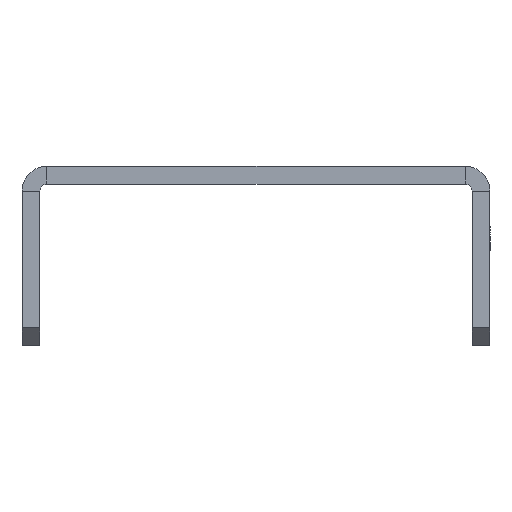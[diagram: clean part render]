
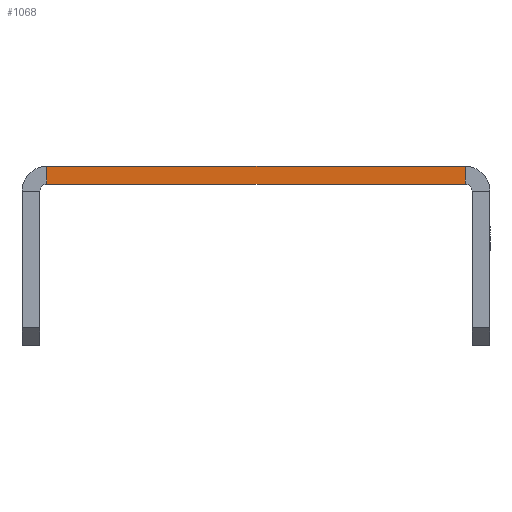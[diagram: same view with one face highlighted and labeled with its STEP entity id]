
A CAD part, left-side view. The second image highlights one B-rep face of the part: STEP entity #1068.
In plain terms, the highlighted planar face has unit normal (-1, 0, 0).
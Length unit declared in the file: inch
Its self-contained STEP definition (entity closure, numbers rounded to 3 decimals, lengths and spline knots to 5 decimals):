
#431 = ORIENTED_EDGE ( 'NONE', *, *, #3401, .F. ) ;
#1068 = ADVANCED_FACE ( 'NONE', ( #18216 ), #2896, .F. ) ;
#1213 = CARTESIAN_POINT ( 'NONE',  ( -14.25, 1.457, 0.125 ) ) ;
#2013 = CARTESIAN_POINT ( 'NONE',  ( -14.25, -1.457, 0. ) ) ;
#2443 = DIRECTION ( 'NONE',  ( 0., 0., -1. ) ) ;
#2525 = DIRECTION ( 'NONE',  ( 1., 0., 0. ) ) ;
#2896 = PLANE ( 'NONE',  #12270 ) ;
#3058 = VERTEX_POINT ( 'NONE', #2013 ) ;
#3128 = CARTESIAN_POINT ( 'NONE',  ( -14.25, 1.505, 0.125 ) ) ;
#3133 = VERTEX_POINT ( 'NONE', #1213 ) ;
#3394 = EDGE_CURVE ( 'NONE', #3058, #11296, #12197, .T. ) ;
#3396 = EDGE_CURVE ( 'NONE', #3133, #11296, #3825, .T. ) ;
#3401 = EDGE_CURVE ( 'NONE', #11596, #3133, #15249, .T. ) ;
#3424 = EDGE_CURVE ( 'NONE', #11596, #3058, #11245, .T. ) ;
#3825 = LINE ( 'NONE', #16545, #6970 ) ;
#4488 = ORIENTED_EDGE ( 'NONE', *, *, #3424, .T. ) ;
#6064 = CARTESIAN_POINT ( 'NONE',  ( -14.25, 1.457, 0. ) ) ;
#6596 = EDGE_LOOP ( 'NONE', ( #11897, #15911, #431, #4488 ) ) ;
#6970 = VECTOR ( 'NONE', #16046, 39.37008 ) ;
#11245 = LINE ( 'NONE', #14972, #14315 ) ;
#11296 = VERTEX_POINT ( 'NONE', #17962 ) ;
#11596 = VERTEX_POINT ( 'NONE', #6064 ) ;
#11897 = ORIENTED_EDGE ( 'NONE', *, *, #3394, .T. ) ;
#12197 = LINE ( 'NONE', #16392, #15733 ) ;
#12270 = AXIS2_PLACEMENT_3D ( 'NONE', #3128, #2525, #2443 ) ;
#14115 = DIRECTION ( 'NONE',  ( 0., -1., 0. ) ) ;
#14315 = VECTOR ( 'NONE', #14115, 39.37008 ) ;
#14972 = CARTESIAN_POINT ( 'NONE',  ( -14.25, 1.505, 0. ) ) ;
#15249 = LINE ( 'NONE', #15851, #18776 ) ;
#15733 = VECTOR ( 'NONE', #16704, 39.37008 ) ;
#15851 = CARTESIAN_POINT ( 'NONE',  ( -14.25, 1.457, 0. ) ) ;
#15911 = ORIENTED_EDGE ( 'NONE', *, *, #3396, .F. ) ;
#16046 = DIRECTION ( 'NONE',  ( 0., -1., 0. ) ) ;
#16260 = DIRECTION ( 'NONE',  ( 0., 0., 1. ) ) ;
#16392 = CARTESIAN_POINT ( 'NONE',  ( -14.25, -1.457, 0. ) ) ;
#16545 = CARTESIAN_POINT ( 'NONE',  ( -14.25, 1.505, 0.125 ) ) ;
#16704 = DIRECTION ( 'NONE',  ( 0., 0., 1. ) ) ;
#17962 = CARTESIAN_POINT ( 'NONE',  ( -14.25, -1.457, 0.125 ) ) ;
#18216 = FACE_OUTER_BOUND ( 'NONE', #6596, .T. ) ;
#18776 = VECTOR ( 'NONE', #16260, 39.37008 ) ;
